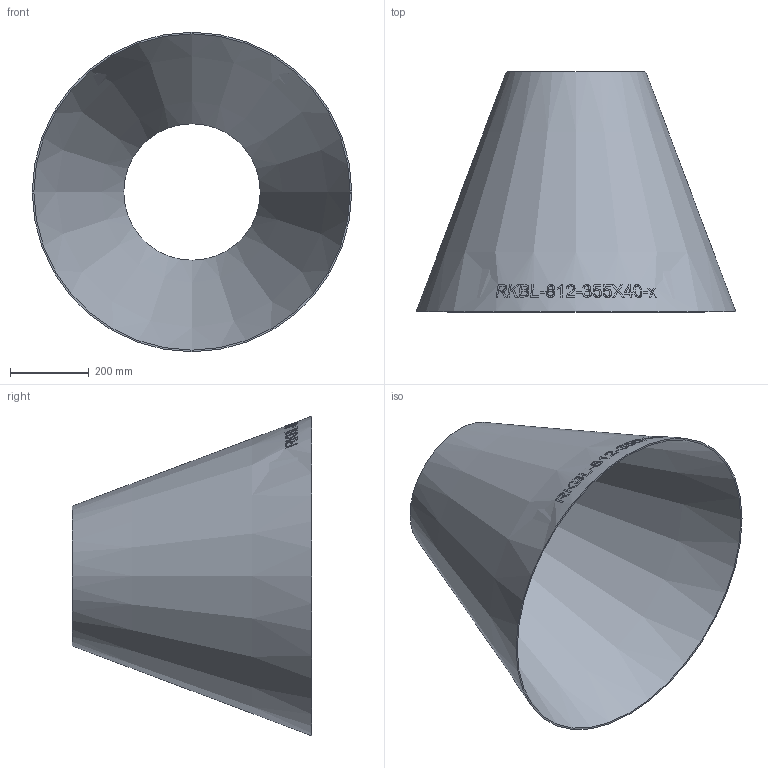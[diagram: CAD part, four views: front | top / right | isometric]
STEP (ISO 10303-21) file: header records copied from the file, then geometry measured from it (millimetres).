
FILE_DESCRIPTION (( 'STEP AP214' ), '1' );
FILE_NAME ('RKBL-812-355X40-x Reduzierung aus Blech 2006.STEP', '2020-06-09T07:41:27', ( '' ), ( '' ), 'SwSTEP 2.0', 'SolidWorks 2019', '' );
FILE_SCHEMA (( 'AUTOMOTIVE_DESIGN' ));
Length unit declared in the file: millimetre
Products named in the file (1): RKBL-812-355X40-x Reduzierung aus Blech 2006
Bounding box: 812.8 x 610 x 812.8 mm (x, y, z)
Volume: 4714704.2 mm3; surface area: 2389022.4 mm2
Topology: 1 solids, 1 shells, 236 faces, 630 edges, 420 vertices
Faces by surface type: bspline 208, cone 26, plane 2
Entity records: 47709 total; most frequent: CARTESIAN_POINT 41165, ORIENTED_EDGE 1256, EDGE_CURVE 628, B_SPLINE_CURVE_WITH_KNOTS 624, VERTEX_POINT 420, EDGE_LOOP 264, ADVANCED_FACE 236, FACE_OUTER_BOUND 236
